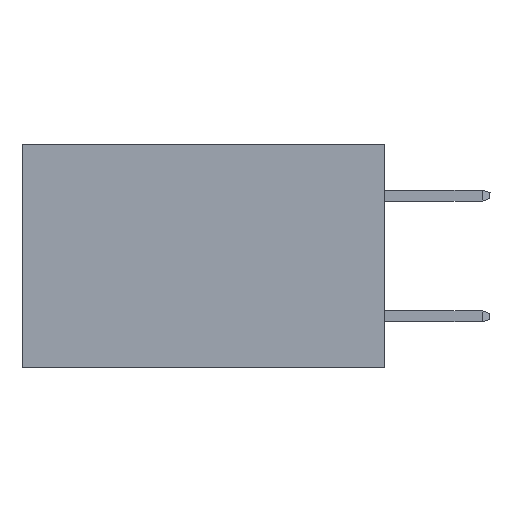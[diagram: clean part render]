
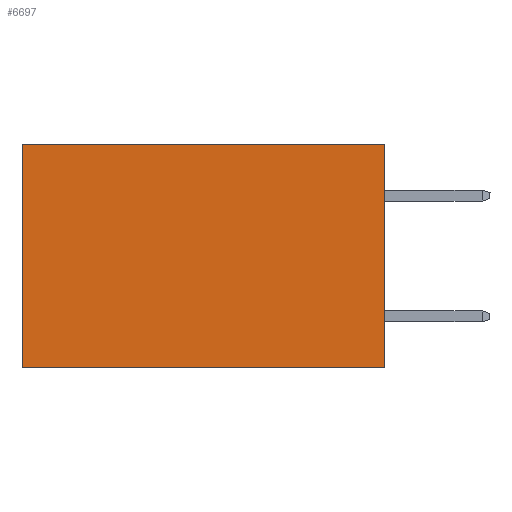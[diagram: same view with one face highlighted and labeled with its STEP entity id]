
A CAD part, left-side view. The second image highlights one B-rep face of the part: STEP entity #6697.
In plain terms, the highlighted planar face has unit normal (-1, 0, 0).
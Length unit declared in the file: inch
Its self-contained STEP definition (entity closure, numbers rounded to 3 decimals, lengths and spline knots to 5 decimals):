
#1020 = AXIS2_PLACEMENT_3D ( 'NONE', #5770, #4176, #4927 ) ;
#1220 = EDGE_CURVE ( 'NONE', #5016, #9721, #2828, .T. ) ;
#1262 = LINE ( 'NONE', #3431, #9800 ) ;
#1758 = CARTESIAN_POINT ( 'NONE',  ( 0.298, 0., -0.37 ) ) ;
#1805 = EDGE_LOOP ( 'NONE', ( #9527, #7734, #4629, #7162 ) ) ;
#2510 = DIRECTION ( 'NONE',  ( 0., 1., 0. ) ) ;
#2806 = CARTESIAN_POINT ( 'NONE',  ( 0.298, 0.6, 0. ) ) ;
#2828 = LINE ( 'NONE', #5637, #9477 ) ;
#3380 = PLANE ( 'NONE',  #1020 ) ;
#3431 = CARTESIAN_POINT ( 'NONE',  ( 0.298, 0., 0. ) ) ;
#4068 = EDGE_CURVE ( 'NONE', #5761, #5016, #4523, .T. ) ;
#4176 = DIRECTION ( 'NONE',  ( 1., 0., 0. ) ) ;
#4257 = CARTESIAN_POINT ( 'NONE',  ( 0.298, 0., 0. ) ) ;
#4393 = CARTESIAN_POINT ( 'NONE',  ( 0.298, 0., 0. ) ) ;
#4523 = LINE ( 'NONE', #4393, #10199 ) ;
#4629 = ORIENTED_EDGE ( 'NONE', *, *, #4809, .F. ) ;
#4764 = EDGE_CURVE ( 'NONE', #9744, #9721, #8792, .T. ) ;
#4809 = EDGE_CURVE ( 'NONE', #5761, #9744, #1262, .T. ) ;
#4927 = DIRECTION ( 'NONE',  ( 0., 0., -1. ) ) ;
#5016 = VERTEX_POINT ( 'NONE', #2806 ) ;
#5382 = CARTESIAN_POINT ( 'NONE',  ( 0.298, 0., -0.37 ) ) ;
#5637 = CARTESIAN_POINT ( 'NONE',  ( 0.298, 0.6, 0. ) ) ;
#5761 = VERTEX_POINT ( 'NONE', #4257 ) ;
#5770 = CARTESIAN_POINT ( 'NONE',  ( 0.298, 0., 0. ) ) ;
#6655 = VECTOR ( 'NONE', #2510, 39.37008 ) ;
#6697 = ADVANCED_FACE ( 'NONE', ( #7486 ), #3380, .F. ) ;
#6954 = CARTESIAN_POINT ( 'NONE',  ( 0.298, 0.6, -0.37 ) ) ;
#7162 = ORIENTED_EDGE ( 'NONE', *, *, #4068, .T. ) ;
#7486 = FACE_OUTER_BOUND ( 'NONE', #1805, .T. ) ;
#7734 = ORIENTED_EDGE ( 'NONE', *, *, #4764, .F. ) ;
#8180 = DIRECTION ( 'NONE',  ( 0., 0., -1. ) ) ;
#8792 = LINE ( 'NONE', #1758, #6655 ) ;
#9477 = VECTOR ( 'NONE', #10365, 39.37008 ) ;
#9527 = ORIENTED_EDGE ( 'NONE', *, *, #1220, .T. ) ;
#9721 = VERTEX_POINT ( 'NONE', #6954 ) ;
#9744 = VERTEX_POINT ( 'NONE', #5382 ) ;
#9800 = VECTOR ( 'NONE', #8180, 39.37008 ) ;
#10056 = DIRECTION ( 'NONE',  ( 0., 1., 0. ) ) ;
#10199 = VECTOR ( 'NONE', #10056, 39.37008 ) ;
#10365 = DIRECTION ( 'NONE',  ( 0., 0., -1. ) ) ;
